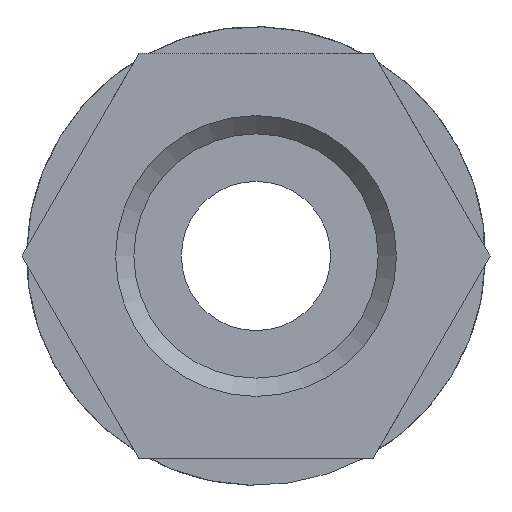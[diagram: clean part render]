
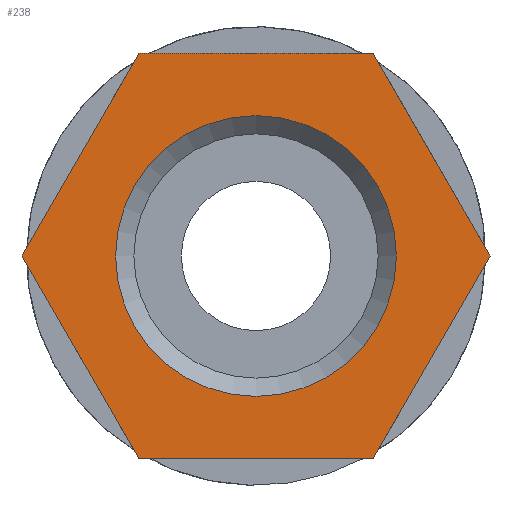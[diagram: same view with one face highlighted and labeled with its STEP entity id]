
A CAD part, front view. The second image highlights one B-rep face of the part: STEP entity #238.
In plain terms, the highlighted planar face has unit normal (0, -1, 0).
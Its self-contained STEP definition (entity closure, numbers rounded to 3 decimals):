
#148=CARTESIAN_POINT('',(6.58,-38.519,0.));
#149=VERTEX_POINT('',#148);
#150=CARTESIAN_POINT('',(0.,-38.519,0.));
#151=DIRECTION('',(0.0,-1.0,0.0));
#152=DIRECTION('',(-1.0,0.0,0.0));
#153=AXIS2_PLACEMENT_3D('',#150,#151,#152);
#154=CIRCLE('',#153,6.58);
#155=EDGE_CURVE('',#149,#149,#154,.T.);
#180=CARTESIAN_POINT('',(0.,-38.519,0.));
#181=DIRECTION('',(0.0,1.0,0.0));
#182=DIRECTION('',(0.0,0.0,1.0));
#183=AXIS2_PLACEMENT_3D('',#180,#181,#182);
#184=PLANE('',#183);
#185=CARTESIAN_POINT('',(5.485,-38.519,9.5));
#186=VERTEX_POINT('',#185);
#187=CARTESIAN_POINT('',(10.97,-38.519,0.0));
#188=VERTEX_POINT('',#187);
#189=CARTESIAN_POINT('',(5.485,-38.519,9.5));
#190=DIRECTION('',(0.5,0.0,-0.866));
#191=VECTOR('',#190,10.97);
#192=LINE('',#189,#191);
#193=EDGE_CURVE('',#186,#188,#192,.T.);
#194=ORIENTED_EDGE('',*,*,#193,.F.);
#195=CARTESIAN_POINT('',(-5.485,-38.519,9.5));
#196=VERTEX_POINT('',#195);
#197=CARTESIAN_POINT('',(-5.485,-38.519,9.5));
#198=DIRECTION('',(1.0,0.0,0.0));
#199=VECTOR('',#198,10.97);
#200=LINE('',#197,#199);
#201=EDGE_CURVE('',#196,#186,#200,.T.);
#202=ORIENTED_EDGE('',*,*,#201,.F.);
#203=CARTESIAN_POINT('',(-10.97,-38.519,0.));
#204=VERTEX_POINT('',#203);
#205=CARTESIAN_POINT('',(-10.97,-38.519,0.));
#206=DIRECTION('',(0.5,0.0,0.866));
#207=VECTOR('',#206,10.97);
#208=LINE('',#205,#207);
#209=EDGE_CURVE('',#204,#196,#208,.T.);
#210=ORIENTED_EDGE('',*,*,#209,.F.);
#211=CARTESIAN_POINT('',(-5.485,-38.519,-9.5));
#212=VERTEX_POINT('',#211);
#213=CARTESIAN_POINT('',(-5.485,-38.519,-9.5));
#214=DIRECTION('',(-0.5,0.0,0.866));
#215=VECTOR('',#214,10.97);
#216=LINE('',#213,#215);
#217=EDGE_CURVE('',#212,#204,#216,.T.);
#218=ORIENTED_EDGE('',*,*,#217,.F.);
#219=CARTESIAN_POINT('',(5.485,-38.519,-9.5));
#220=VERTEX_POINT('',#219);
#221=CARTESIAN_POINT('',(5.485,-38.519,-9.5));
#222=DIRECTION('',(-1.0,0.0,0.0));
#223=VECTOR('',#222,10.97);
#224=LINE('',#221,#223);
#225=EDGE_CURVE('',#220,#212,#224,.T.);
#226=ORIENTED_EDGE('',*,*,#225,.F.);
#227=CARTESIAN_POINT('',(10.97,-38.519,0.0));
#228=DIRECTION('',(-0.5,0.0,-0.866));
#229=VECTOR('',#228,10.97);
#230=LINE('',#227,#229);
#231=EDGE_CURVE('',#188,#220,#230,.T.);
#232=ORIENTED_EDGE('',*,*,#231,.F.);
#233=EDGE_LOOP('',(#194,#202,#210,#218,#226,#232));
#234=FACE_OUTER_BOUND('',#233,.T.);
#235=ORIENTED_EDGE('',*,*,#155,.F.);
#236=EDGE_LOOP('',(#235));
#237=FACE_BOUND('',#236,.T.);
#238=ADVANCED_FACE('',(#234,#237),#184,.F.);
